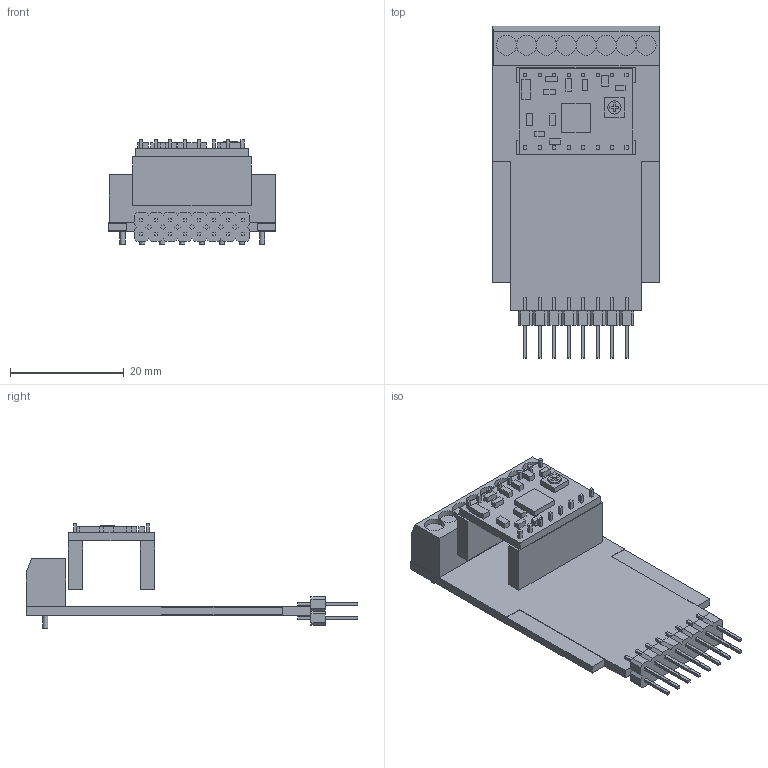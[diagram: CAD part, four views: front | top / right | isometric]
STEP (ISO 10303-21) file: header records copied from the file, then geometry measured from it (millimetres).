
FILE_DESCRIPTION(/* description */ ('Alibre Inc.'),/* implementation_level */ '2;1');
FILE_NAME(/* name */ 'export0',/* time_stamp */ '2015-07-05T23:01:07+12:00',/* author */ (''),/* organization */ (''),/* preprocessor_version */ 'ST-DEVELOPER v14',/* originating_system */ 'Alibre',/* authorisation */ '');
FILE_SCHEMA (('CONFIG_CONTROL_DESIGN'));
Length unit declared in the file: centimetre
Products named in the file (5): EAT0004; ID_1; ID_2; EL-STEPSTICK
Bounding box: 29.2 x 58.25 x 18.3 mm (x, y, z)
Volume: 4841.6 mm3; surface area: 7343 mm2
Topology: 4 solids, 4 shells, 528 faces, 1291 edges, 850 vertices
Faces by surface type: plane 505, cylinder 23
Full cylindrical faces by diameter (mm): 0.9 x8, 2.327 x1, 3.5 x2
Entity records: 14546 total; most frequent: ORIENTED_EDGE 2578, CARTESIAN_POINT 2512, DIRECTION 1721, EDGE_CURVE 1282, VECTOR 1164, LINE 1164, VERTEX_POINT 850, EDGE_LOOP 630
